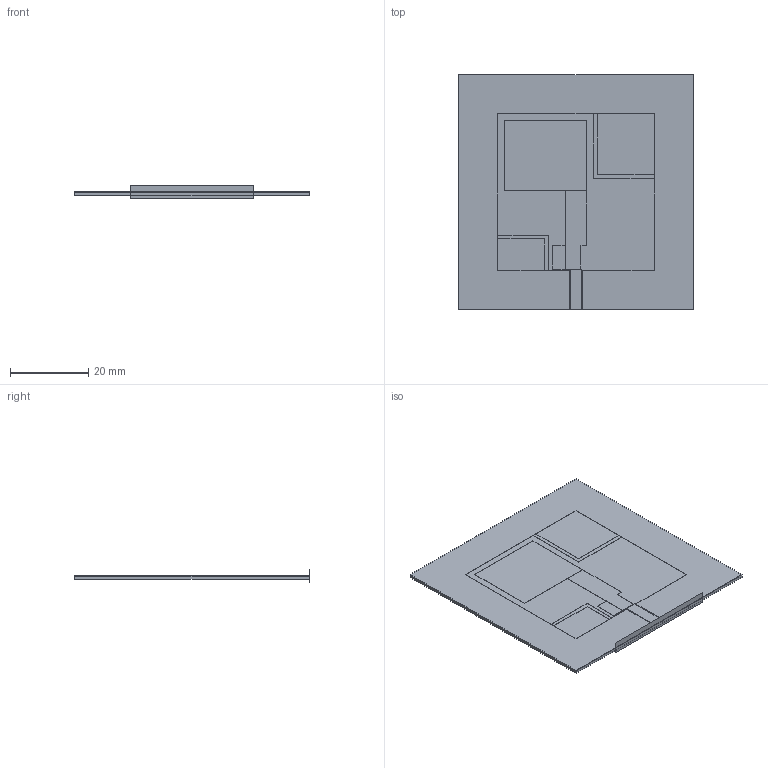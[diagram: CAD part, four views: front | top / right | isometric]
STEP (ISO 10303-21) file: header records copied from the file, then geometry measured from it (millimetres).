
FILE_DESCRIPTION(('STEP AP214'),'1');
FILE_NAME('CSt_HFSS.stp','2018-12-31T19:25:55',('Ay'),(' '),'Spatial InterOp 3D','CST ACIS InterOp Converter 2016',' ');
FILE_SCHEMA(('automotive_design'));
Length unit declared in the file: millimetre
Products named in the file (9): component1|substrait; component1|GroundPlane; component1|FeedLine; component1|Radiating#2; component1|radiating_patch; component1|Upper_L; component1|Lower_L; component1|Left_Stub; Ports|port1
Bounding box: 60 x 60 x 3.07 mm (x, y, z)
Volume: 3058.4 mm3; surface area: 12635.3 mm2
Topology: 8 solids, 9 shells, 63 faces, 142 edges, 96 vertices
Faces by surface type: plane 63
Entity records: 2425 total; most frequent: CARTESIAN_POINT 310, DIRECTION 286, ORIENTED_EDGE 280, EDGE_CURVE 142, LINE 142, VECTOR 142, VERTEX_POINT 96, AXIS2_PLACEMENT_3D 72
